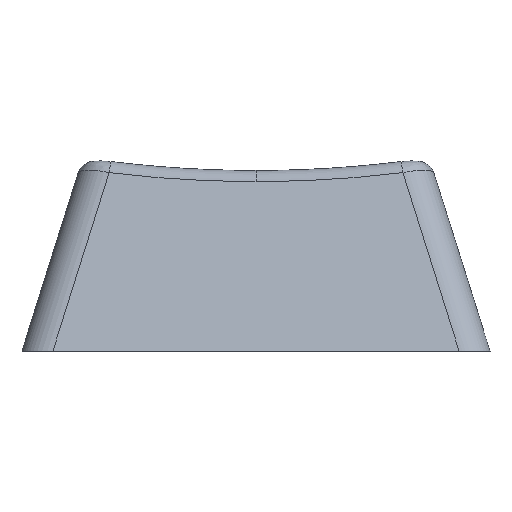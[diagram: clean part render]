
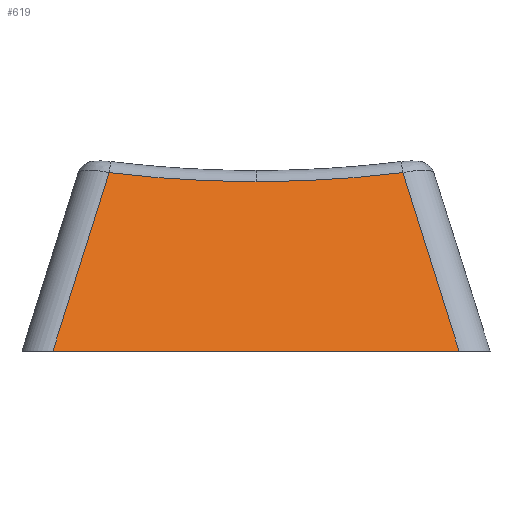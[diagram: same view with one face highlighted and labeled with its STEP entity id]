
A CAD part, left-side view. The second image highlights one B-rep face of the part: STEP entity #619.
In plain terms, the highlighted planar face has unit normal (-0.95, 0, 0.312).
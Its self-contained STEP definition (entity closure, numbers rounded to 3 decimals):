
#570=CARTESIAN_POINT('',(-55.746,86.2,2.671));
#571=DIRECTION('',(0.95,0.,-0.312));
#572=DIRECTION('',(-0.312,0.,-0.95));
#573=AXIS2_PLACEMENT_3D('',#570,#571,#572);
#574=PLANE('',#573);
#575=CARTESIAN_POINT('',(-56.625,78.388,0.));
#576=VERTEX_POINT('',#575);
#577=CARTESIAN_POINT('',(-54.368,80.554,6.861));
#578=VERTEX_POINT('',#577);
#579=CARTESIAN_POINT('',(-56.625,78.388,-0.));
#580=DIRECTION('',(0.299,0.287,0.91));
#581=VECTOR('',#580,7.541);
#582=LINE('',#579,#581);
#583=EDGE_CURVE('',#576,#578,#582,.T.);
#584=ORIENTED_EDGE('',*,*,#583,.T.);
#585=CARTESIAN_POINT('',(-54.482,86.2,6.514));
#586=VERTEX_POINT('',#585);
#587=CARTESIAN_POINT('',(-40.806,86.2,48.09));
#588=DIRECTION('',(0.95,0.,-0.312));
#589=DIRECTION('',(-0.312,0.,-0.95));
#590=AXIS2_PLACEMENT_3D('',#587,#588,#589);
#591=CIRCLE('',#590,43.768);
#592=EDGE_CURVE('',#578,#586,#591,.T.);
#593=ORIENTED_EDGE('',*,*,#592,.T.);
#594=CARTESIAN_POINT('',(-54.368,91.846,6.861));
#595=VERTEX_POINT('',#594);
#596=CARTESIAN_POINT('',(-40.806,86.2,48.09));
#597=DIRECTION('',(0.95,0.,-0.312));
#598=DIRECTION('',(-0.312,0.,-0.95));
#599=AXIS2_PLACEMENT_3D('',#596,#597,#598);
#600=CIRCLE('',#599,43.768);
#601=EDGE_CURVE('',#586,#595,#600,.T.);
#602=ORIENTED_EDGE('',*,*,#601,.T.);
#603=CARTESIAN_POINT('',(-56.625,94.012,0.));
#604=VERTEX_POINT('',#603);
#605=CARTESIAN_POINT('',(-54.368,91.846,6.861));
#606=DIRECTION('',(-0.299,0.287,-0.91));
#607=VECTOR('',#606,7.541);
#608=LINE('',#605,#607);
#609=EDGE_CURVE('',#595,#604,#608,.T.);
#610=ORIENTED_EDGE('',*,*,#609,.T.);
#611=CARTESIAN_POINT('',(-56.625,94.012,0.));
#612=DIRECTION('',(-0.,-1.,-0.));
#613=VECTOR('',#612,15.625);
#614=LINE('',#611,#613);
#615=EDGE_CURVE('',#604,#576,#614,.T.);
#616=ORIENTED_EDGE('',*,*,#615,.T.);
#617=EDGE_LOOP('',(#584,#593,#602,#610,#616));
#618=FACE_BOUND('',#617,.T.);
#619=ADVANCED_FACE('',(#618),#574,.F.);
